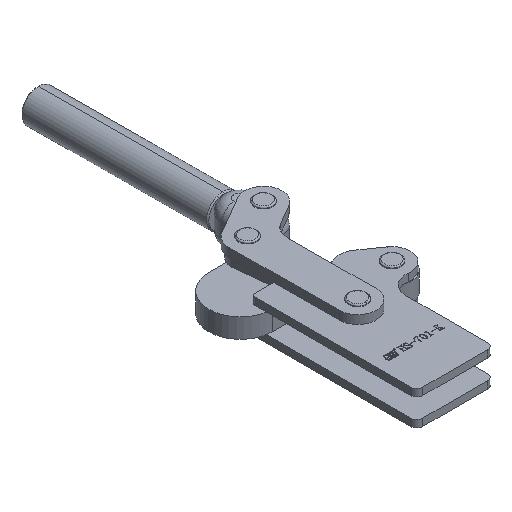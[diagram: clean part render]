
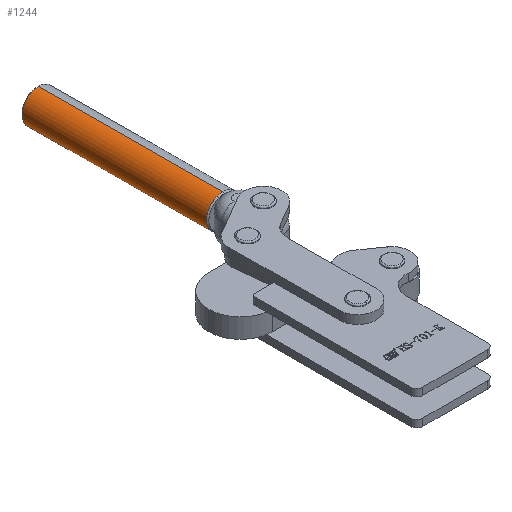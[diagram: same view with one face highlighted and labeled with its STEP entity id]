
A CAD part, isometric view. The second image highlights one B-rep face of the part: STEP entity #1244.
In plain terms, the highlighted cylindrical face has radius 13.6 mm (diameter 27.2 mm), a partial arc.
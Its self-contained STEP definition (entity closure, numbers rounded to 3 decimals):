
#1244 = ADVANCED_FACE ( 'NONE', ( #16777 ), #16782, .T. ) ;
#1511 = EDGE_LOOP ( 'NONE', ( #19540, #19535, #19533, #19532 ) ) ;
#1840 = AXIS2_PLACEMENT_3D ( 'NONE', #21474, #21473, #21470 ) ;
#1956 = AXIS2_PLACEMENT_3D ( 'NONE', #14546, #14547, #14548 ) ;
#1957 = AXIS2_PLACEMENT_3D ( 'NONE', #14551, #14552, #14553 ) ;
#6173 = EDGE_CURVE ( 'NONE', #18128, #18108, #16822, .T. ) ;
#6183 = EDGE_CURVE ( 'NONE', #17999, #18082, #16829, .T. ) ;
#7257 = CARTESIAN_POINT ( 'NONE',  ( 0., 33., -13.6 ) ) ;
#7458 = CARTESIAN_POINT ( 'NONE',  ( 0., 183.4, -13.6 ) ) ;
#7503 = CARTESIAN_POINT ( 'NONE',  ( 0., 183.4, 13.6 ) ) ;
#7529 = CARTESIAN_POINT ( 'NONE',  ( 0., 33., 13.6 ) ) ;
#12692 = EDGE_CURVE ( 'NONE', #17999, #18128, #17004, .T. ) ;
#12693 = EDGE_CURVE ( 'NONE', #18108, #18082, #17005, .T. ) ;
#14161 = CARTESIAN_POINT ( 'NONE',  ( 0., 141.854, 13.6 ) ) ;
#14163 = DIRECTION ( 'NONE',  ( 0., 1., 0. ) ) ;
#14183 = CARTESIAN_POINT ( 'NONE',  ( 0., 141.854, -13.6 ) ) ;
#14190 = DIRECTION ( 'NONE',  ( 0., 1., 0. ) ) ;
#14546 = CARTESIAN_POINT ( 'NONE',  ( 0., 33., 0. ) ) ;
#14547 = DIRECTION ( 'NONE',  ( 0., 1., 0. ) ) ;
#14548 = DIRECTION ( 'NONE',  ( 0., 0., 1. ) ) ;
#14551 = CARTESIAN_POINT ( 'NONE',  ( 0., 183.4, 0. ) ) ;
#14552 = DIRECTION ( 'NONE',  ( 0., -1., 0. ) ) ;
#14553 = DIRECTION ( 'NONE',  ( 0., 0., -1. ) ) ;
#16777 = FACE_OUTER_BOUND ( 'NONE', #1511, .T. ) ;
#16782 = CYLINDRICAL_SURFACE ( 'NONE', #1840, 13.6 ) ;
#16817 = VECTOR ( 'NONE', #14163, 1000. ) ;
#16822 = LINE ( 'NONE', #14161, #16817 ) ;
#16829 = LINE ( 'NONE', #14183, #16835 ) ;
#16835 = VECTOR ( 'NONE', #14190, 1000. ) ;
#17004 = CIRCLE ( 'NONE', #1956, 13.6 ) ;
#17005 = CIRCLE ( 'NONE', #1957, 13.6 ) ;
#17999 = VERTEX_POINT ( 'NONE', #7257 ) ;
#18082 = VERTEX_POINT ( 'NONE', #7458 ) ;
#18108 = VERTEX_POINT ( 'NONE', #7503 ) ;
#18128 = VERTEX_POINT ( 'NONE', #7529 ) ;
#19532 = ORIENTED_EDGE ( 'NONE', *, *, #12693, .T. ) ;
#19533 = ORIENTED_EDGE ( 'NONE', *, *, #6173, .T. ) ;
#19535 = ORIENTED_EDGE ( 'NONE', *, *, #12692, .T. ) ;
#19540 = ORIENTED_EDGE ( 'NONE', *, *, #6183, .F. ) ;
#21470 = DIRECTION ( 'NONE',  ( 0., 0., 1. ) ) ;
#21473 = DIRECTION ( 'NONE',  ( 0., 1., 0. ) ) ;
#21474 = CARTESIAN_POINT ( 'NONE',  ( 0., 141.854, 0. ) ) ;
